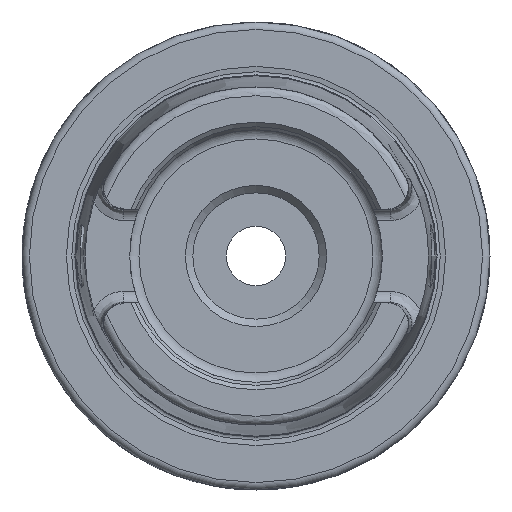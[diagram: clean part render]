
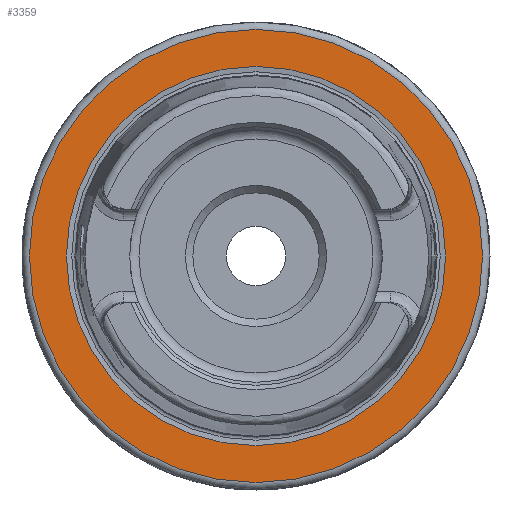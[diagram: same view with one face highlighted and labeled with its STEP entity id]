
A CAD part, left-side view. The second image highlights one B-rep face of the part: STEP entity #3359.
In plain terms, the highlighted planar face has unit normal (-1, 0, 0).
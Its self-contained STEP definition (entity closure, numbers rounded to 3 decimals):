
#67=FACE_BOUND('',#536,.T.);
#122=PLANE('',#3695);
#346=FACE_OUTER_BOUND('',#535,.T.);
#535=EDGE_LOOP('',(#2917,#2918));
#536=EDGE_LOOP('',(#2919,#2920));
#870=CIRCLE('',#3693,25.521);
#871=CIRCLE('',#3694,25.521);
#872=CIRCLE('',#3696,30.5);
#873=CIRCLE('',#3697,30.5);
#1520=VERTEX_POINT('',#7215);
#1521=VERTEX_POINT('',#7217);
#1522=VERTEX_POINT('',#7221);
#1523=VERTEX_POINT('',#7222);
#2008=EDGE_CURVE('',#1521,#1520,#870,.T.);
#2009=EDGE_CURVE('',#1520,#1521,#871,.T.);
#2010=EDGE_CURVE('',#1522,#1523,#872,.T.);
#2011=EDGE_CURVE('',#1523,#1522,#873,.T.);
#2917=ORIENTED_EDGE('',*,*,#2010,.F.);
#2918=ORIENTED_EDGE('',*,*,#2011,.F.);
#2919=ORIENTED_EDGE('',*,*,#2008,.T.);
#2920=ORIENTED_EDGE('',*,*,#2009,.T.);
#3359=ADVANCED_FACE('',(#346,#67),#122,.T.);
#3693=AXIS2_PLACEMENT_3D('',#7218,#4441,#4442);
#3694=AXIS2_PLACEMENT_3D('',#7219,#4443,#4444);
#3695=AXIS2_PLACEMENT_3D('',#7220,#4445,#4446);
#3696=AXIS2_PLACEMENT_3D('',#7223,#4447,#4448);
#3697=AXIS2_PLACEMENT_3D('',#7224,#4449,#4450);
#4441=DIRECTION('center_axis',(1.,0.,0.));
#4442=DIRECTION('ref_axis',(0.,0.,-1.));
#4443=DIRECTION('center_axis',(1.,0.,0.));
#4444=DIRECTION('ref_axis',(0.,0.,-1.));
#4445=DIRECTION('center_axis',(-1.,0.,0.));
#4446=DIRECTION('ref_axis',(0.,0.,1.));
#4447=DIRECTION('center_axis',(1.,0.,0.));
#4448=DIRECTION('ref_axis',(0.,0.,-1.));
#4449=DIRECTION('center_axis',(1.,0.,0.));
#4450=DIRECTION('ref_axis',(0.,0.,-1.));
#7215=CARTESIAN_POINT('',(0.,-25.521,0.));
#7217=CARTESIAN_POINT('',(0.,25.521,0.));
#7218=CARTESIAN_POINT('Origin',(0.,0.,
0.));
#7219=CARTESIAN_POINT('Origin',(0.,0.,
0.));
#7220=CARTESIAN_POINT('Origin',(0.,30.5,0.));
#7221=CARTESIAN_POINT('',(0.,30.5,0.));
#7222=CARTESIAN_POINT('',(0.,0.,30.5));
#7223=CARTESIAN_POINT('Origin',(0.,0.,
0.));
#7224=CARTESIAN_POINT('Origin',(0.,0.,
0.));
